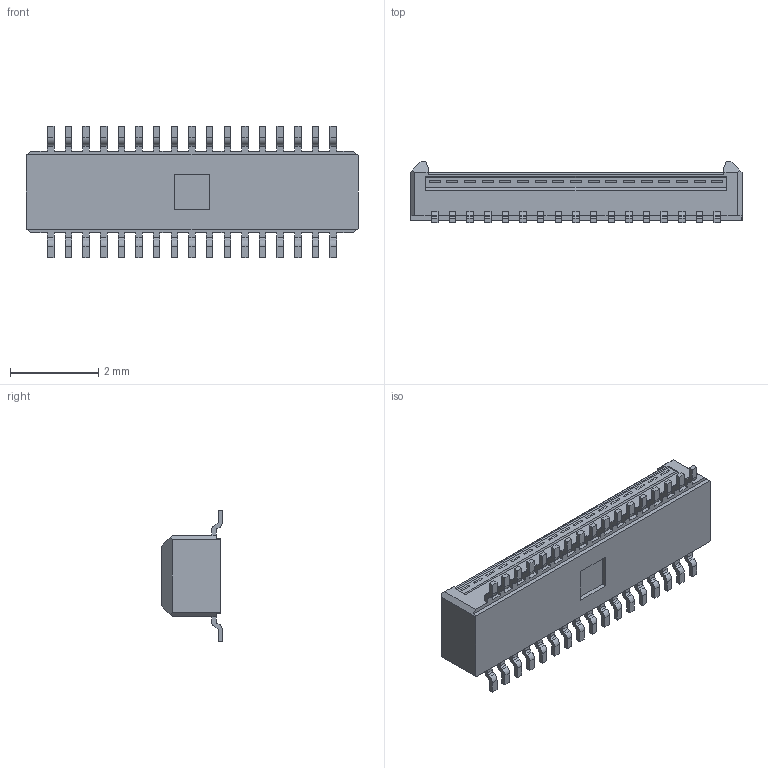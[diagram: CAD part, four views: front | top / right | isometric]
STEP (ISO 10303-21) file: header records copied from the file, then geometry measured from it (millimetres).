
FILE_DESCRIPTION((''),'2;1');
FILE_NAME('10142886-PLUG','2019-10-12T',('Gub'),('AFCI'),'CREO PARAMETRIC BY PTC INC, 2016130','CREO PARAMETRIC BY PTC INC, 2016130','');
FILE_SCHEMA(('AUTOMOTIVE_DESIGN { 1 0 10303 214 1 1 1 1 }'));
Length unit declared in the file: millimetre
Products named in the file (1): 10142886-PLUG
Bounding box: 7.52 x 1.39 x 2.97 mm (x, y, z)
Volume: 9.1 mm3; surface area: 72.4 mm2
Topology: 1 solids, 5 shells, 894 faces, 2436 edges, 1620 vertices
Faces by surface type: plane 582, cylinder 312
Entity records: 34808 total; most frequent: CARTESIAN_POINT 5800, ORIENTED_EDGE 4872, DIRECTION 4280, EDGE_CURVE 2436, VECTOR 1804, LINE 1804, VERTEX_POINT 1620, AXIS2_PLACEMENT_3D 1238
